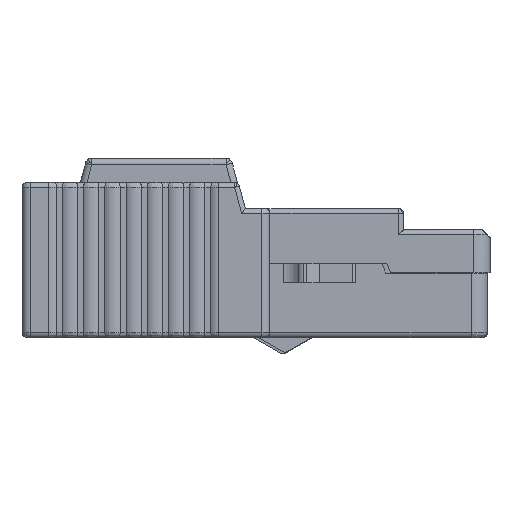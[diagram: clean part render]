
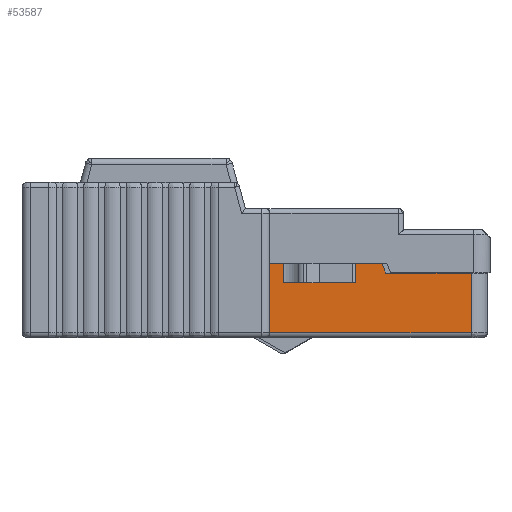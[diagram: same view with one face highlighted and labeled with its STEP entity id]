
A CAD part, left-side view. The second image highlights one B-rep face of the part: STEP entity #53587.
In plain terms, the highlighted planar face has unit normal (-1, 0, 0).
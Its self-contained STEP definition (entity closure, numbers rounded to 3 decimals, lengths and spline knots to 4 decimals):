
#1575 = LINE ( 'NONE', #16627, #16908 ) ;
#3475 = ORIENTED_EDGE ( 'NONE', *, *, #12398, .F. ) ;
#4820 = CARTESIAN_POINT ( 'NONE',  ( -0.8169, -0.4182, 0.1319 ) ) ;
#5018 = DIRECTION ( 'NONE',  ( 0., -1., 0. ) ) ;
#5918 = ORIENTED_EDGE ( 'NONE', *, *, #62741, .F. ) ;
#6346 = EDGE_CURVE ( 'NONE', #6879, #39517, #77081, .T. ) ;
#6879 = VERTEX_POINT ( 'NONE', #46146 ) ;
#7068 = EDGE_CURVE ( 'NONE', #20912, #77771, #83755, .T. ) ;
#7331 = CARTESIAN_POINT ( 'NONE',  ( -0.8169, -0.3799, 0.0118 ) ) ;
#8231 = PLANE ( 'NONE',  #43150 ) ;
#10025 = CARTESIAN_POINT ( 'NONE',  ( -0.8169, -0.6654, 0.1555 ) ) ;
#10228 = VERTEX_POINT ( 'NONE', #25953 ) ;
#12398 = EDGE_CURVE ( 'NONE', #10228, #6879, #84583, .T. ) ;
#12504 = CARTESIAN_POINT ( 'NONE',  ( -0.8169, -0.4182, 0. ) ) ;
#12575 = CARTESIAN_POINT ( 'NONE',  ( -0.8169, -0.6568, 0.1791 ) ) ;
#12905 = ORIENTED_EDGE ( 'NONE', *, *, #82450, .F. ) ;
#15307 = CARTESIAN_POINT ( 'NONE',  ( -0.8169, -0.3799, 0. ) ) ;
#16627 = CARTESIAN_POINT ( 'NONE',  ( -0.8169, -0.3327, 0.1791 ) ) ;
#16908 = VECTOR ( 'NONE', #65616, 39.3701 ) ;
#17212 = CARTESIAN_POINT ( 'NONE',  ( -0.8169, 0.1751, 0.0118 ) ) ;
#18568 = DIRECTION ( 'NONE',  ( 0., -1., 0. ) ) ;
#19052 = ORIENTED_EDGE ( 'NONE', *, *, #7068, .F. ) ;
#19296 = CARTESIAN_POINT ( 'NONE',  ( -0.8169, -0.5915, 0.1319 ) ) ;
#20087 = CARTESIAN_POINT ( 'NONE',  ( -0.8169, -0.3327, 0.1791 ) ) ;
#20298 = VERTEX_POINT ( 'NONE', #7331 ) ;
#20388 = ORIENTED_EDGE ( 'NONE', *, *, #30596, .F. ) ;
#20912 = VERTEX_POINT ( 'NONE', #22805 ) ;
#20979 = DIRECTION ( 'NONE',  ( 1., 0., 0. ) ) ;
#21610 = VECTOR ( 'NONE', #36605, 39.3701 ) ;
#22082 = VECTOR ( 'NONE', #72962, 39.3701 ) ;
#22805 = CARTESIAN_POINT ( 'NONE',  ( -0.8169, -0.872, 0.1555 ) ) ;
#23934 = CARTESIAN_POINT ( 'NONE',  ( -0.8169, -0.3799, 0.1319 ) ) ;
#24234 = ORIENTED_EDGE ( 'NONE', *, *, #84440, .F. ) ;
#25664 = VERTEX_POINT ( 'NONE', #19296 ) ;
#25953 = CARTESIAN_POINT ( 'NONE',  ( -0.8169, -0.5915, 0.1791 ) ) ;
#27572 = LINE ( 'NONE', #12504, #74910 ) ;
#27935 = VERTEX_POINT ( 'NONE', #4820 ) ;
#28573 = ORIENTED_EDGE ( 'NONE', *, *, #45282, .F. ) ;
#29060 = CARTESIAN_POINT ( 'NONE',  ( -0.8169, -0.3799, 0. ) ) ;
#30596 = EDGE_CURVE ( 'NONE', #27935, #25664, #32430, .T. ) ;
#32430 = LINE ( 'NONE', #23934, #67959 ) ;
#36605 = DIRECTION ( 'NONE',  ( 0., 0., 1. ) ) ;
#37006 = DIRECTION ( 'NONE',  ( 0., 0., -1. ) ) ;
#38157 = CARTESIAN_POINT ( 'NONE',  ( -0.8169, -0.5915, 0. ) ) ;
#38540 = CARTESIAN_POINT ( 'NONE',  ( -0.8169, -0.3799, 0.1791 ) ) ;
#39517 = VERTEX_POINT ( 'NONE', #10025 ) ;
#40369 = LINE ( 'NONE', #38157, #22082 ) ;
#43150 = AXIS2_PLACEMENT_3D ( 'NONE', #15307, #20979, #37006 ) ;
#43297 = VECTOR ( 'NONE', #74175, 39.3701 ) ;
#45282 = EDGE_CURVE ( 'NONE', #39517, #20912, #91557, .T. ) ;
#46146 = CARTESIAN_POINT ( 'NONE',  ( -0.8169, -0.6568, 0.1791 ) ) ;
#47646 = VERTEX_POINT ( 'NONE', #71262 ) ;
#49787 = CARTESIAN_POINT ( 'NONE',  ( -0.8169, -0.872, 0.0118 ) ) ;
#50473 = VECTOR ( 'NONE', #5018, 39.3701 ) ;
#53587 = ADVANCED_FACE ( 'NONE', ( #79804 ), #8231, .F. ) ;
#55170 = EDGE_LOOP ( 'NONE', ( #28573, #86664, #3475, #12905, #20388, #62587, #72114, #5918, #24234, #19052 ) ) ;
#55737 = CARTESIAN_POINT ( 'NONE',  ( -0.8169, -0.3799, 0.1555 ) ) ;
#57579 = VECTOR ( 'NONE', #77161, 39.3701 ) ;
#59657 = EDGE_CURVE ( 'NONE', #73963, #47646, #1575, .T. ) ;
#62587 = ORIENTED_EDGE ( 'NONE', *, *, #68241, .F. ) ;
#62741 = EDGE_CURVE ( 'NONE', #20298, #73963, #72339, .T. ) ;
#65616 = DIRECTION ( 'NONE',  ( 0., -1., 0. ) ) ;
#66170 = LINE ( 'NONE', #17212, #43297 ) ;
#67959 = VECTOR ( 'NONE', #89859, 39.3701 ) ;
#68241 = EDGE_CURVE ( 'NONE', #47646, #27935, #27572, .T. ) ;
#70008 = DIRECTION ( 'NONE',  ( 0., -0.342, -0.94 ) ) ;
#71262 = CARTESIAN_POINT ( 'NONE',  ( -0.8169, -0.4182, 0.1791 ) ) ;
#72114 = ORIENTED_EDGE ( 'NONE', *, *, #59657, .F. ) ;
#72339 = LINE ( 'NONE', #29060, #21610 ) ;
#72962 = DIRECTION ( 'NONE',  ( 0., 0., 1. ) ) ;
#73963 = VERTEX_POINT ( 'NONE', #38540 ) ;
#74175 = DIRECTION ( 'NONE',  ( 0., 1., 0. ) ) ;
#74910 = VECTOR ( 'NONE', #83610, 39.3701 ) ;
#75358 = VECTOR ( 'NONE', #18568, 39.3701 ) ;
#77081 = LINE ( 'NONE', #12575, #87640 ) ;
#77161 = DIRECTION ( 'NONE',  ( 0., 0., -1. ) ) ;
#77771 = VERTEX_POINT ( 'NONE', #49787 ) ;
#79804 = FACE_OUTER_BOUND ( 'NONE', #55170, .T. ) ;
#82450 = EDGE_CURVE ( 'NONE', #25664, #10228, #40369, .T. ) ;
#83610 = DIRECTION ( 'NONE',  ( 0., 0., -1. ) ) ;
#83755 = LINE ( 'NONE', #89918, #57579 ) ;
#84440 = EDGE_CURVE ( 'NONE', #77771, #20298, #66170, .T. ) ;
#84583 = LINE ( 'NONE', #20087, #50473 ) ;
#86664 = ORIENTED_EDGE ( 'NONE', *, *, #6346, .F. ) ;
#87640 = VECTOR ( 'NONE', #70008, 39.3701 ) ;
#89859 = DIRECTION ( 'NONE',  ( 0., -1., 0. ) ) ;
#89918 = CARTESIAN_POINT ( 'NONE',  ( -0.8169, -0.872, 0. ) ) ;
#91557 = LINE ( 'NONE', #55737, #75358 ) ;
